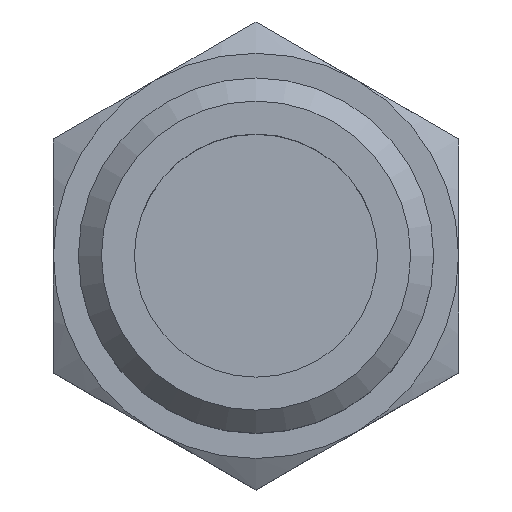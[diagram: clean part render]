
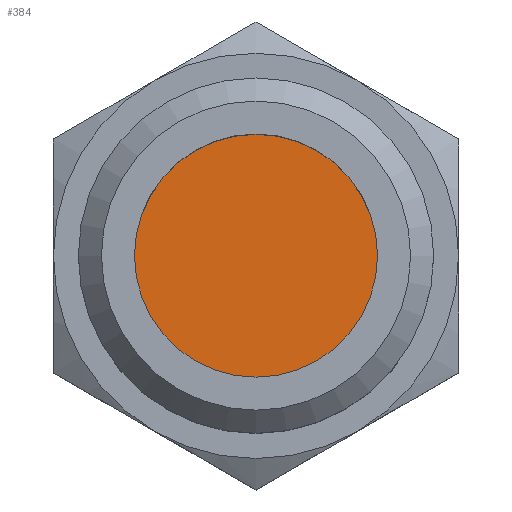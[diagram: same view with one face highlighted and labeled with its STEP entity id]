
A CAD part, top view. The second image highlights one B-rep face of the part: STEP entity #384.
In plain terms, the highlighted planar face has unit normal (0, 0, 1).
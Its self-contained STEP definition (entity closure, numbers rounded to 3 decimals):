
#36=PLANE('',#433);
#54=CIRCLE('',#434,4.5);
#88=ORIENTED_EDGE('',*,*,#192,.F.);
#192=EDGE_CURVE('',#238,#238,#54,.T.);
#238=VERTEX_POINT('',#660);
#290=EDGE_LOOP('',(#88));
#330=FACE_BOUND('',#290,.T.);
#384=ADVANCED_FACE('',(#330),#36,.F.);
#433=AXIS2_PLACEMENT_3D('',#658,#499,#500);
#434=AXIS2_PLACEMENT_3D('',#659,#501,#502);
#499=DIRECTION('',(0.,0.,-1.));
#500=DIRECTION('',(-1.,0.,0.));
#501=DIRECTION('',(0.,0.,-1.));
#502=DIRECTION('',(-1.,0.,0.));
#658=CARTESIAN_POINT('',(0.,0.,-6.5));
#659=CARTESIAN_POINT('',(0.,0.,-6.5));
#660=CARTESIAN_POINT('',(-4.5,0.,-6.5));
